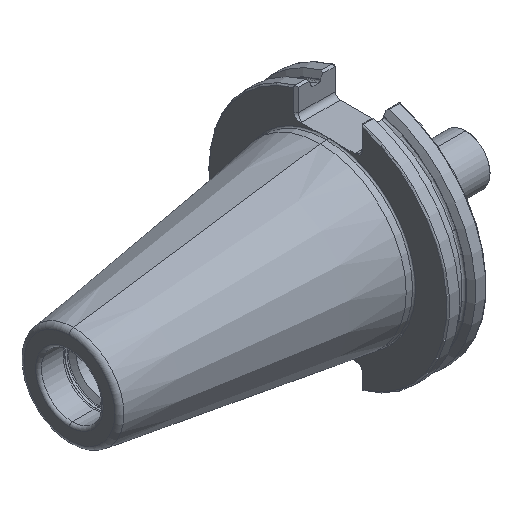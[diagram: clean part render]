
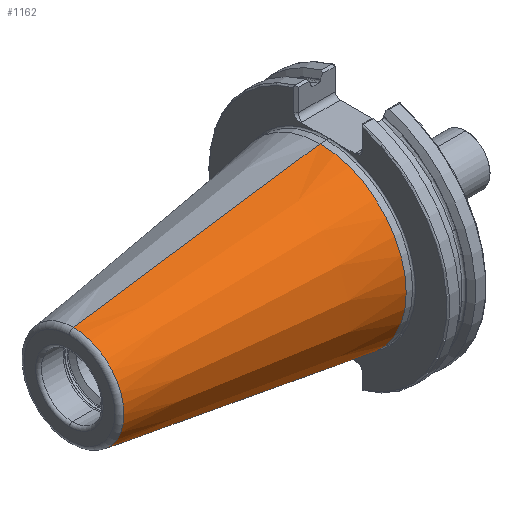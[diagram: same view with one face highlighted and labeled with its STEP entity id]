
A CAD part, isometric view. The second image highlights one B-rep face of the part: STEP entity #1162.
In plain terms, the highlighted conical face has half-angle 8.297 degrees and reference radius 34.925 mm.
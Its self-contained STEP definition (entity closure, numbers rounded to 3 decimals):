
#318 = DIRECTION ( 'NONE',  ( 0.99, 0., 0.144 ) ) ;
#381 = CARTESIAN_POINT ( 'NONE',  ( 0., 0., 34.925 ) ) ;
#575 = CARTESIAN_POINT ( 'NONE',  ( -99.889, 0., -20.358 ) ) ;
#603 = VERTEX_POINT ( 'NONE', #1094 ) ;
#741 = CARTESIAN_POINT ( 'NONE',  ( -99.889, 0., 20.358 ) ) ;
#1078 = VECTOR ( 'NONE', #3506, 1000. ) ;
#1094 = CARTESIAN_POINT ( 'NONE',  ( 0., 0., 34.925 ) ) ;
#1095 = EDGE_CURVE ( 'NONE', #3205, #3243, #1662, .T. ) ;
#1098 = LINE ( 'NONE', #4152, #1078 ) ;
#1105 = EDGE_CURVE ( 'NONE', #4733, #603, #1712, .T. ) ;
#1162 = ADVANCED_FACE ( 'NONE', ( #1503 ), #1483, .T. ) ;
#1185 = VECTOR ( 'NONE', #318, 1000. ) ;
#1192 = LINE ( 'NONE', #381, #1185 ) ;
#1483 = CONICAL_SURFACE ( 'NONE', #2162, 34.925, 0.145 ) ;
#1503 = FACE_OUTER_BOUND ( 'NONE', #4701, .T. ) ;
#1662 = CIRCLE ( 'NONE', #2770, 20.358 ) ;
#1701 = CARTESIAN_POINT ( 'NONE',  ( 0., 0., -34.925 ) ) ;
#1712 = CIRCLE ( 'NONE', #2572, 34.925 ) ;
#1739 = EDGE_CURVE ( 'NONE', #3243, #603, #1192, .T. ) ;
#1987 = EDGE_CURVE ( 'NONE', #3205, #4733, #1098, .T. ) ;
#2162 = AXIS2_PLACEMENT_3D ( 'NONE', #2928, #2966, #3100 ) ;
#2572 = AXIS2_PLACEMENT_3D ( 'NONE', #3444, #3428, #3422 ) ;
#2770 = AXIS2_PLACEMENT_3D ( 'NONE', #3599, #3591, #3583 ) ;
#2928 = CARTESIAN_POINT ( 'NONE',  ( 0., 0., 0. ) ) ;
#2966 = DIRECTION ( 'NONE',  ( 1., 0., 0. ) ) ;
#3100 = DIRECTION ( 'NONE',  ( 0., 0., -1. ) ) ;
#3205 = VERTEX_POINT ( 'NONE', #575 ) ;
#3243 = VERTEX_POINT ( 'NONE', #741 ) ;
#3422 = DIRECTION ( 'NONE',  ( 0., 0., 1. ) ) ;
#3428 = DIRECTION ( 'NONE',  ( -1., 0., 0. ) ) ;
#3444 = CARTESIAN_POINT ( 'NONE',  ( 0., 0., 0. ) ) ;
#3506 = DIRECTION ( 'NONE',  ( 0.99, 0., -0.144 ) ) ;
#3583 = DIRECTION ( 'NONE',  ( 0., 0., 1. ) ) ;
#3591 = DIRECTION ( 'NONE',  ( -1., 0., 0. ) ) ;
#3599 = CARTESIAN_POINT ( 'NONE',  ( -99.889, 0., 0. ) ) ;
#4152 = CARTESIAN_POINT ( 'NONE',  ( 0., 0., -34.925 ) ) ;
#4564 = ORIENTED_EDGE ( 'NONE', *, *, #1105, .T. ) ;
#4587 = ORIENTED_EDGE ( 'NONE', *, *, #1987, .T. ) ;
#4592 = ORIENTED_EDGE ( 'NONE', *, *, #1095, .F. ) ;
#4598 = ORIENTED_EDGE ( 'NONE', *, *, #1739, .F. ) ;
#4701 = EDGE_LOOP ( 'NONE', ( #4598, #4592, #4587, #4564 ) ) ;
#4733 = VERTEX_POINT ( 'NONE', #1701 ) ;
